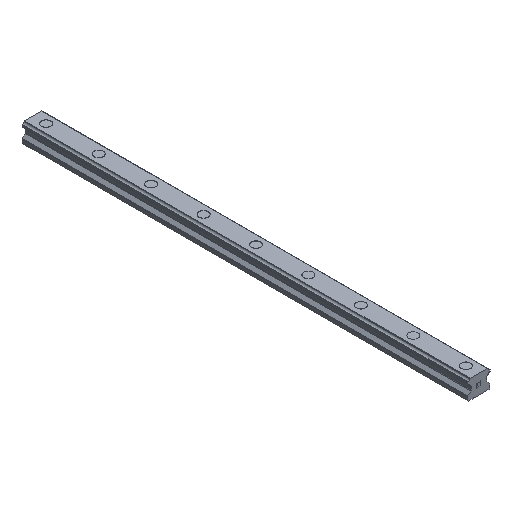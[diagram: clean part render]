
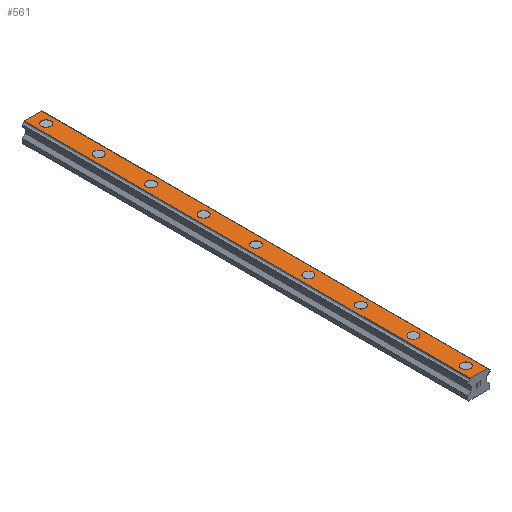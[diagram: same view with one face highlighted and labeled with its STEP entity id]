
A CAD part, isometric view. The second image highlights one B-rep face of the part: STEP entity #561.
In plain terms, the highlighted planar face has unit normal (0, 0, 1).
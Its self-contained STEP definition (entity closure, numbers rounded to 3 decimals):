
#561=ADVANCED_FACE('',(#1154,#1155,#1156,#1157,#1158,#1159,#1160,#1161,#1162,#1163),#1164,.T.);
#1154=FACE_BOUND('',#1781,.T.);
#1155=FACE_BOUND('',#1782,.T.);
#1156=FACE_BOUND('',#1783,.T.);
#1157=FACE_BOUND('',#1784,.T.);
#1158=FACE_BOUND('',#1785,.T.);
#1159=FACE_BOUND('',#1786,.T.);
#1160=FACE_BOUND('',#1787,.T.);
#1161=FACE_BOUND('',#1788,.T.);
#1162=FACE_BOUND('',#1789,.T.);
#1163=FACE_OUTER_BOUND('',#1790,.T.);
#1164=PLANE('',#1791);
#1781=EDGE_LOOP('',(#3397,#3398));
#1782=EDGE_LOOP('',(#3399,#3400));
#1783=EDGE_LOOP('',(#3401,#3402));
#1784=EDGE_LOOP('',(#3403,#3404));
#1785=EDGE_LOOP('',(#3405,#3406));
#1786=EDGE_LOOP('',(#3407,#3408));
#1787=EDGE_LOOP('',(#3409,#3410));
#1788=EDGE_LOOP('',(#3411,#3412));
#1789=EDGE_LOOP('',(#3413,#3414));
#1790=EDGE_LOOP('',(#3415,#3416,#3417,#3418));
#1791=AXIS2_PLACEMENT_3D('',#3419,#3420,#3421);
#3397=ORIENTED_EDGE('',*,*,#3728,.T.);
#3398=ORIENTED_EDGE('',*,*,#4173,.T.);
#3399=ORIENTED_EDGE('',*,*,#3718,.T.);
#3400=ORIENTED_EDGE('',*,*,#4179,.T.);
#3401=ORIENTED_EDGE('',*,*,#3708,.T.);
#3402=ORIENTED_EDGE('',*,*,#4185,.T.);
#3403=ORIENTED_EDGE('',*,*,#3698,.T.);
#3404=ORIENTED_EDGE('',*,*,#4191,.T.);
#3405=ORIENTED_EDGE('',*,*,#3688,.T.);
#3406=ORIENTED_EDGE('',*,*,#4197,.T.);
#3407=ORIENTED_EDGE('',*,*,#3678,.T.);
#3408=ORIENTED_EDGE('',*,*,#4203,.T.);
#3409=ORIENTED_EDGE('',*,*,#3668,.T.);
#3410=ORIENTED_EDGE('',*,*,#4209,.T.);
#3411=ORIENTED_EDGE('',*,*,#3658,.T.);
#3412=ORIENTED_EDGE('',*,*,#4215,.T.);
#3413=ORIENTED_EDGE('',*,*,#3648,.T.);
#3414=ORIENTED_EDGE('',*,*,#4221,.T.);
#3415=ORIENTED_EDGE('',*,*,#4148,.T.);
#3416=ORIENTED_EDGE('',*,*,#4276,.F.);
#3417=ORIENTED_EDGE('',*,*,#4010,.T.);
#3418=ORIENTED_EDGE('',*,*,#4274,.T.);
#3419=CARTESIAN_POINT('',(0.,680.0,29.));
#3420=DIRECTION('',(0.0,0.0,1.0));
#3421=DIRECTION('',(-1.0,0.0,0.0));
#3648=EDGE_CURVE('',#4340,#4337,#4341,.T.);
#3658=EDGE_CURVE('',#4358,#4355,#4359,.T.);
#3668=EDGE_CURVE('',#4376,#4373,#4377,.T.);
#3678=EDGE_CURVE('',#4394,#4391,#4395,.T.);
#3688=EDGE_CURVE('',#4412,#4409,#4413,.T.);
#3698=EDGE_CURVE('',#4430,#4427,#4431,.T.);
#3708=EDGE_CURVE('',#4448,#4445,#4449,.T.);
#3718=EDGE_CURVE('',#4466,#4463,#4467,.T.);
#3728=EDGE_CURVE('',#4484,#4481,#4485,.T.);
#4010=EDGE_CURVE('',#4906,#4904,#4907,.T.);
#4148=EDGE_CURVE('',#5137,#5135,#5138,.T.);
#4173=EDGE_CURVE('',#4481,#4484,#5185,.T.);
#4179=EDGE_CURVE('',#4463,#4466,#5191,.T.);
#4185=EDGE_CURVE('',#4445,#4448,#5197,.T.);
#4191=EDGE_CURVE('',#4427,#4430,#5203,.T.);
#4197=EDGE_CURVE('',#4409,#4412,#5209,.T.);
#4203=EDGE_CURVE('',#4391,#4394,#5215,.T.);
#4209=EDGE_CURVE('',#4373,#4376,#5221,.T.);
#4215=EDGE_CURVE('',#4355,#4358,#5227,.T.);
#4221=EDGE_CURVE('',#4337,#4340,#5233,.T.);
#4274=EDGE_CURVE('',#4904,#5137,#5286,.T.);
#4276=EDGE_CURVE('',#4906,#5135,#5288,.T.);
#4337=VERTEX_POINT('',#5351);
#4340=VERTEX_POINT('',#5355);
#4341=CIRCLE('',#5356,7.0);
#4355=VERTEX_POINT('',#5373);
#4358=VERTEX_POINT('',#5377);
#4359=CIRCLE('',#5378,7.0);
#4373=VERTEX_POINT('',#5395);
#4376=VERTEX_POINT('',#5399);
#4377=CIRCLE('',#5400,7.0);
#4391=VERTEX_POINT('',#5417);
#4394=VERTEX_POINT('',#5421);
#4395=CIRCLE('',#5422,7.0);
#4409=VERTEX_POINT('',#5439);
#4412=VERTEX_POINT('',#5443);
#4413=CIRCLE('',#5444,7.0);
#4427=VERTEX_POINT('',#5461);
#4430=VERTEX_POINT('',#5465);
#4431=CIRCLE('',#5466,7.0);
#4445=VERTEX_POINT('',#5483);
#4448=VERTEX_POINT('',#5487);
#4449=CIRCLE('',#5488,7.0);
#4463=VERTEX_POINT('',#5505);
#4466=VERTEX_POINT('',#5509);
#4467=CIRCLE('',#5510,7.0);
#4481=VERTEX_POINT('',#5527);
#4484=VERTEX_POINT('',#5531);
#4485=CIRCLE('',#5532,7.0);
#4904=VERTEX_POINT('',#6097);
#4906=VERTEX_POINT('',#6100);
#4907=LINE('',#6101,#6102);
#5135=VERTEX_POINT('',#6420);
#5137=VERTEX_POINT('',#6423);
#5138=LINE('',#6424,#6425);
#5185=CIRCLE('',#6484,7.0);
#5191=CIRCLE('',#6490,7.0);
#5197=CIRCLE('',#6496,7.0);
#5203=CIRCLE('',#6502,7.0);
#5209=CIRCLE('',#6508,7.0);
#5215=CIRCLE('',#6514,7.0);
#5221=CIRCLE('',#6520,7.0);
#5227=CIRCLE('',#6526,7.0);
#5233=CIRCLE('',#6532,7.0);
#5286=LINE('',#6609,#6610);
#5288=LINE('',#6612,#6613);
#5351=CARTESIAN_POINT('',(7.0,20.0,29.));
#5355=CARTESIAN_POINT('',(-7.0,20.0,29.));
#5356=AXIS2_PLACEMENT_3D('',#6697,#6698,#6699);
#5373=CARTESIAN_POINT('',(7.0,100.0,29.));
#5377=CARTESIAN_POINT('',(-7.0,100.0,29.));
#5378=AXIS2_PLACEMENT_3D('',#6713,#6714,#6715);
#5395=CARTESIAN_POINT('',(7.0,180.0,29.));
#5399=CARTESIAN_POINT('',(-7.0,180.0,29.));
#5400=AXIS2_PLACEMENT_3D('',#6729,#6730,#6731);
#5417=CARTESIAN_POINT('',(7.0,260.0,29.));
#5421=CARTESIAN_POINT('',(-7.0,260.0,29.));
#5422=AXIS2_PLACEMENT_3D('',#6745,#6746,#6747);
#5439=CARTESIAN_POINT('',(7.0,340.0,29.));
#5443=CARTESIAN_POINT('',(-7.0,340.0,29.));
#5444=AXIS2_PLACEMENT_3D('',#6761,#6762,#6763);
#5461=CARTESIAN_POINT('',(7.0,420.0,29.));
#5465=CARTESIAN_POINT('',(-7.0,420.0,29.));
#5466=AXIS2_PLACEMENT_3D('',#6777,#6778,#6779);
#5483=CARTESIAN_POINT('',(7.0,500.0,29.));
#5487=CARTESIAN_POINT('',(-7.0,500.0,29.));
#5488=AXIS2_PLACEMENT_3D('',#6793,#6794,#6795);
#5505=CARTESIAN_POINT('',(7.0,580.0,29.));
#5509=CARTESIAN_POINT('',(-7.0,580.0,29.));
#5510=AXIS2_PLACEMENT_3D('',#6809,#6810,#6811);
#5527=CARTESIAN_POINT('',(7.0,660.0,29.));
#5531=CARTESIAN_POINT('',(-7.0,660.0,29.));
#5532=AXIS2_PLACEMENT_3D('',#6825,#6826,#6827);
#6097=CARTESIAN_POINT('',(-13.251,680.0,29.));
#6100=CARTESIAN_POINT('',(13.251,680.0,29.));
#6101=CARTESIAN_POINT('',(13.251,680.0,29.));
#6102=VECTOR('',#7146,1.0);
#6420=CARTESIAN_POINT('',(13.251,0.0,29.));
#6423=CARTESIAN_POINT('',(-13.251,0.0,29.));
#6424=CARTESIAN_POINT('',(13.251,0.0,29.));
#6425=VECTOR('',#7304,1.0);
#6484=AXIS2_PLACEMENT_3D('',#7350,#7351,#7352);
#6490=AXIS2_PLACEMENT_3D('',#7359,#7360,#7361);
#6496=AXIS2_PLACEMENT_3D('',#7368,#7369,#7370);
#6502=AXIS2_PLACEMENT_3D('',#7377,#7378,#7379);
#6508=AXIS2_PLACEMENT_3D('',#7386,#7387,#7388);
#6514=AXIS2_PLACEMENT_3D('',#7395,#7396,#7397);
#6520=AXIS2_PLACEMENT_3D('',#7404,#7405,#7406);
#6526=AXIS2_PLACEMENT_3D('',#7413,#7414,#7415);
#6532=AXIS2_PLACEMENT_3D('',#7422,#7423,#7424);
#6609=CARTESIAN_POINT('',(-13.251,680.0,29.));
#6610=VECTOR('',#7455,1.0);
#6612=CARTESIAN_POINT('',(13.251,680.0,29.));
#6613=VECTOR('',#7456,1.0);
#6697=CARTESIAN_POINT('',(0.0,20.0,29.));
#6698=DIRECTION('',(0.0,0.0,-1.0));
#6699=DIRECTION('',(1.0,0.0,0.0));
#6713=CARTESIAN_POINT('',(0.0,100.0,29.));
#6714=DIRECTION('',(0.0,0.0,-1.0));
#6715=DIRECTION('',(1.0,0.0,0.0));
#6729=CARTESIAN_POINT('',(0.0,180.0,29.));
#6730=DIRECTION('',(0.0,0.0,-1.0));
#6731=DIRECTION('',(1.0,0.0,0.0));
#6745=CARTESIAN_POINT('',(0.0,260.0,29.));
#6746=DIRECTION('',(0.0,0.0,-1.0));
#6747=DIRECTION('',(1.0,0.0,0.0));
#6761=CARTESIAN_POINT('',(0.0,340.0,29.));
#6762=DIRECTION('',(0.0,0.0,-1.0));
#6763=DIRECTION('',(1.0,0.0,0.0));
#6777=CARTESIAN_POINT('',(0.0,420.0,29.));
#6778=DIRECTION('',(0.0,0.0,-1.0));
#6779=DIRECTION('',(1.0,0.0,0.0));
#6793=CARTESIAN_POINT('',(0.0,500.0,29.));
#6794=DIRECTION('',(0.0,0.0,-1.0));
#6795=DIRECTION('',(1.0,0.0,0.0));
#6809=CARTESIAN_POINT('',(0.0,580.0,29.));
#6810=DIRECTION('',(0.0,0.0,-1.0));
#6811=DIRECTION('',(1.0,0.0,0.0));
#6825=CARTESIAN_POINT('',(0.0,660.0,29.));
#6826=DIRECTION('',(0.0,0.0,-1.0));
#6827=DIRECTION('',(1.0,0.0,0.0));
#7146=DIRECTION('',(-1.0,0.0,0.0));
#7304=DIRECTION('',(1.0,0.0,0.0));
#7350=CARTESIAN_POINT('',(0.0,660.0,29.));
#7351=DIRECTION('',(0.0,0.0,-1.0));
#7352=DIRECTION('',(1.0,0.0,0.0));
#7359=CARTESIAN_POINT('',(0.0,580.0,29.));
#7360=DIRECTION('',(0.0,0.0,-1.0));
#7361=DIRECTION('',(1.0,0.0,0.0));
#7368=CARTESIAN_POINT('',(0.0,500.0,29.));
#7369=DIRECTION('',(0.0,0.0,-1.0));
#7370=DIRECTION('',(1.0,0.0,0.0));
#7377=CARTESIAN_POINT('',(0.0,420.0,29.));
#7378=DIRECTION('',(0.0,0.0,-1.0));
#7379=DIRECTION('',(1.0,0.0,0.0));
#7386=CARTESIAN_POINT('',(0.0,340.0,29.));
#7387=DIRECTION('',(0.0,0.0,-1.0));
#7388=DIRECTION('',(1.0,0.0,0.0));
#7395=CARTESIAN_POINT('',(0.0,260.0,29.));
#7396=DIRECTION('',(0.0,0.0,-1.0));
#7397=DIRECTION('',(1.0,0.0,0.0));
#7404=CARTESIAN_POINT('',(0.0,180.0,29.));
#7405=DIRECTION('',(0.0,0.0,-1.0));
#7406=DIRECTION('',(1.0,0.0,0.0));
#7413=CARTESIAN_POINT('',(0.0,100.0,29.));
#7414=DIRECTION('',(0.0,0.0,-1.0));
#7415=DIRECTION('',(1.0,0.0,0.0));
#7422=CARTESIAN_POINT('',(0.0,20.0,29.));
#7423=DIRECTION('',(0.0,0.0,-1.0));
#7424=DIRECTION('',(1.0,0.0,0.0));
#7455=DIRECTION('',(0.0,-1.0,0.0));
#7456=DIRECTION('',(0.0,-1.0,0.0));
